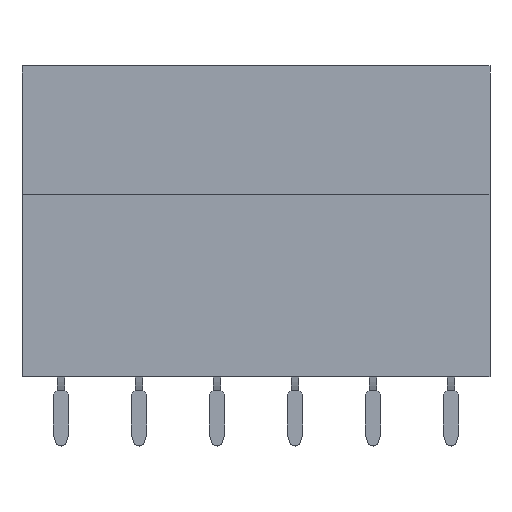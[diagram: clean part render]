
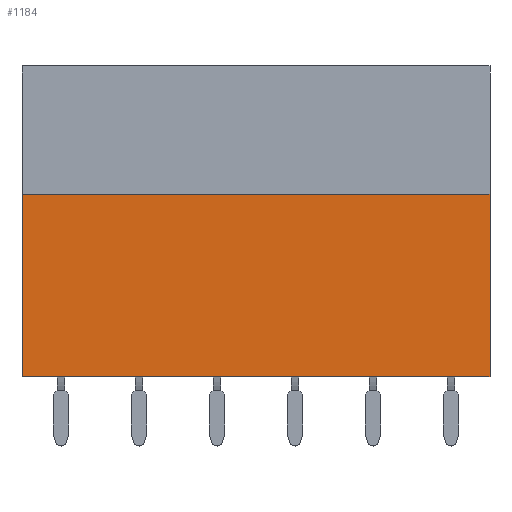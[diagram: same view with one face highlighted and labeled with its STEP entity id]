
A CAD part, front view. The second image highlights one B-rep face of the part: STEP entity #1184.
In plain terms, the highlighted planar face has unit normal (0, -1, 0).
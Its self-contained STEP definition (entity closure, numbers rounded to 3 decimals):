
#1171=AXIS2_PLACEMENT_3D('Plane Axis2P3D',#1168,#1169,#1170) ;
#205=CARTESIAN_POINT('Vertex',(0.,0.,4.5)) ;
#208=CARTESIAN_POINT('Line Origine',(0.,0.,10.45)) ;
#212=CARTESIAN_POINT('Vertex',(0.,0.,16.4)) ;
#281=CARTESIAN_POINT('Line Origine',(30.48,0.,10.45)) ;
#285=CARTESIAN_POINT('Vertex',(30.48,0.,4.5)) ;
#287=CARTESIAN_POINT('Vertex',(30.48,0.,16.4)) ;
#747=CARTESIAN_POINT('Line Origine',(15.24,0.,4.5)) ;
#1168=CARTESIAN_POINT('Axis2P3D Location',(5.08,0.,1.3)) ;
#1173=CARTESIAN_POINT('Line Origine',(15.24,0.,16.4)) ;
#209=DIRECTION('Vector Direction',(0.,0.,1.)) ;
#282=DIRECTION('Vector Direction',(0.,0.,1.)) ;
#748=DIRECTION('Vector Direction',(-1.,0.,0.)) ;
#1169=DIRECTION('Axis2P3D Direction',(0.,1.,-0.)) ;
#1170=DIRECTION('Axis2P3D XDirection',(-1.,0.,0.)) ;
#1174=DIRECTION('Vector Direction',(1.,0.,0.)) ;
#210=VECTOR('Line Direction',#209,1.) ;
#283=VECTOR('Line Direction',#282,1.) ;
#749=VECTOR('Line Direction',#748,1.) ;
#1175=VECTOR('Line Direction',#1174,1.) ;
#1179=ORIENTED_EDGE('',*,*,#289,.T.) ;
#1180=ORIENTED_EDGE('',*,*,#1177,.F.) ;
#1181=ORIENTED_EDGE('',*,*,#214,.F.) ;
#1182=ORIENTED_EDGE('',*,*,#751,.F.) ;
#1184=ADVANCED_FACE('BLL 5.08/06/180 3.2 SN OR 1630750000',(#1183),#1172,.F.) ;
#214=EDGE_CURVE('',#206,#213,#211,.T.) ;
#289=EDGE_CURVE('',#286,#288,#284,.T.) ;
#751=EDGE_CURVE('',#286,#206,#750,.T.) ;
#1177=EDGE_CURVE('',#213,#288,#1176,.T.) ;
#1178=EDGE_LOOP('',(#1179,#1180,#1181,#1182)) ;
#1183=FACE_OUTER_BOUND('',#1178,.T.) ;
#211=LINE('Line',#208,#210) ;
#284=LINE('Line',#281,#283) ;
#750=LINE('Line',#747,#749) ;
#1176=LINE('Line',#1173,#1175) ;
#1172=PLANE('',#1171) ;
#206=VERTEX_POINT('',#205) ;
#213=VERTEX_POINT('',#212) ;
#286=VERTEX_POINT('',#285) ;
#288=VERTEX_POINT('',#287) ;
